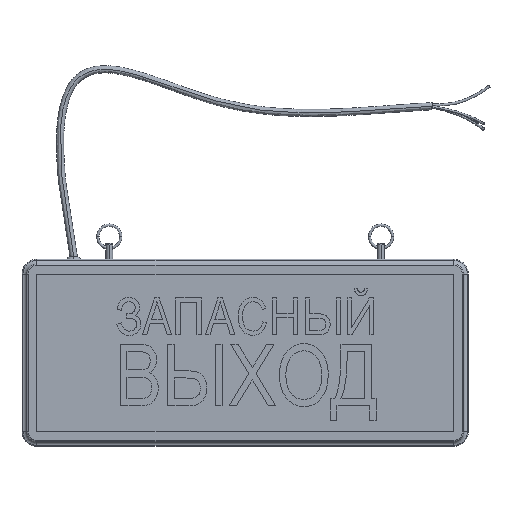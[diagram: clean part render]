
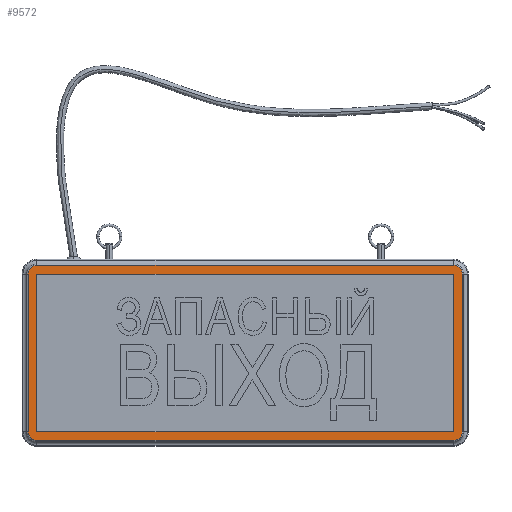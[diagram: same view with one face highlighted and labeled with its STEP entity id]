
A CAD part, top view. The second image highlights one B-rep face of the part: STEP entity #9572.
In plain terms, the highlighted planar face has unit normal (0, 0, 1).
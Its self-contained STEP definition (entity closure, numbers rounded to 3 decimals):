
#23 = ORIENTED_EDGE ( 'NONE', *, *, #6016, .T. ) ;
#43 = CARTESIAN_POINT ( 'NONE',  ( 12., 140., 11.5 ) ) ;
#485 = CARTESIAN_POINT ( 'NONE',  ( 351., 4.899, 11.5 ) ) ;
#572 = VERTEX_POINT ( 'NONE', #8010 ) ;
#680 = CARTESIAN_POINT ( 'NONE',  ( 12., 12., 11.5 ) ) ;
#821 = AXIS2_PLACEMENT_3D ( 'NONE', #4691, #12338, #5769 ) ;
#932 = VECTOR ( 'NONE', #7266, 1000. ) ;
#946 = FACE_OUTER_BOUND ( 'NONE', #7738, .T. ) ;
#973 = CARTESIAN_POINT ( 'NONE',  ( 358.101, 12., 11.5 ) ) ;
#1149 = EDGE_CURVE ( 'NONE', #10112, #2414, #9567, .T. ) ;
#1387 = EDGE_CURVE ( 'NONE', #2809, #11157, #8146, .T. ) ;
#1399 = CIRCLE ( 'NONE', #7214, 7.101 ) ;
#1537 = LINE ( 'NONE', #2411, #6890 ) ;
#1538 = EDGE_CURVE ( 'NONE', #8230, #4143, #1399, .T. ) ;
#1563 = VECTOR ( 'NONE', #6456, 1000. ) ;
#1580 = ORIENTED_EDGE ( 'NONE', *, *, #10341, .T. ) ;
#1934 = LINE ( 'NONE', #43, #1563 ) ;
#2013 = CARTESIAN_POINT ( 'NONE',  ( 358.101, 0., 11.5 ) ) ;
#2055 = AXIS2_PLACEMENT_3D ( 'NONE', #10449, #3912, #11538 ) ;
#2098 = CARTESIAN_POINT ( 'NONE',  ( 351., 140., 11.5 ) ) ;
#2239 = DIRECTION ( 'NONE',  ( 1., 0., 0. ) ) ;
#2348 = ORIENTED_EDGE ( 'NONE', *, *, #1387, .F. ) ;
#2411 = CARTESIAN_POINT ( 'NONE',  ( 4.899, 0., 11.5 ) ) ;
#2414 = VERTEX_POINT ( 'NONE', #9696 ) ;
#2517 = DIRECTION ( 'NONE',  ( -1., 0., 0. ) ) ;
#2809 = VERTEX_POINT ( 'NONE', #680 ) ;
#3213 = DIRECTION ( 'NONE',  ( -1., 0., 0. ) ) ;
#3316 = CIRCLE ( 'NONE', #821, 7.101 ) ;
#3509 = VERTEX_POINT ( 'NONE', #8944 ) ;
#3512 = DIRECTION ( 'NONE',  ( 0., -1., 0. ) ) ;
#3623 = CIRCLE ( 'NONE', #2055, 7.101 ) ;
#3644 = LINE ( 'NONE', #3760, #6461 ) ;
#3645 = CARTESIAN_POINT ( 'NONE',  ( 12., 140., 11.5 ) ) ;
#3663 = CARTESIAN_POINT ( 'NONE',  ( 4.899, 12., 11.5 ) ) ;
#3760 = CARTESIAN_POINT ( 'NONE',  ( 12., 147.101, 11.5 ) ) ;
#3792 = LINE ( 'NONE', #11689, #932 ) ;
#3912 = DIRECTION ( 'NONE',  ( 0., 0., 1. ) ) ;
#4091 = EDGE_CURVE ( 'NONE', #4143, #572, #11929, .T. ) ;
#4143 = VERTEX_POINT ( 'NONE', #973 ) ;
#4272 = ORIENTED_EDGE ( 'NONE', *, *, #13289, .T. ) ;
#4691 = CARTESIAN_POINT ( 'NONE',  ( 12., 12., 11.5 ) ) ;
#5058 = EDGE_CURVE ( 'NONE', #572, #8708, #10904, .T. ) ;
#5525 = AXIS2_PLACEMENT_3D ( 'NONE', #2098, #9681, #3213 ) ;
#5769 = DIRECTION ( 'NONE',  ( -1., 0., 0. ) ) ;
#5886 = CARTESIAN_POINT ( 'NONE',  ( 12., 147.101, 11.5 ) ) ;
#6016 = EDGE_CURVE ( 'NONE', #10655, #8230, #11045, .T. ) ;
#6188 = CARTESIAN_POINT ( 'NONE',  ( 351., 12., 11.5 ) ) ;
#6403 = VECTOR ( 'NONE', #9594, 1000. ) ;
#6456 = DIRECTION ( 'NONE',  ( 0., -1., 0. ) ) ;
#6461 = VECTOR ( 'NONE', #12446, 1000. ) ;
#6601 = VECTOR ( 'NONE', #2239, 1000. ) ;
#6780 = DIRECTION ( 'NONE',  ( 1., 0., 0. ) ) ;
#6802 = CARTESIAN_POINT ( 'NONE',  ( 0., 4.899, 11.5 ) ) ;
#6890 = VECTOR ( 'NONE', #3512, 1000. ) ;
#6944 = FACE_BOUND ( 'NONE', #9625, .T. ) ;
#7059 = ORIENTED_EDGE ( 'NONE', *, *, #9252, .T. ) ;
#7136 = VERTEX_POINT ( 'NONE', #5886 ) ;
#7214 = AXIS2_PLACEMENT_3D ( 'NONE', #6188, #13879, #7268 ) ;
#7266 = DIRECTION ( 'NONE',  ( 0., -1., 0. ) ) ;
#7268 = DIRECTION ( 'NONE',  ( -1., 0., 0. ) ) ;
#7498 = CARTESIAN_POINT ( 'NONE',  ( 12., 4.899, 11.5 ) ) ;
#7733 = VECTOR ( 'NONE', #7790, 1000. ) ;
#7738 = EDGE_LOOP ( 'NONE', ( #7059, #8075, #4272, #13125, #23, #9569, #7789, #8984 ) ) ;
#7789 = ORIENTED_EDGE ( 'NONE', *, *, #4091, .T. ) ;
#7790 = DIRECTION ( 'NONE',  ( 1., 0., 0. ) ) ;
#7880 = CARTESIAN_POINT ( 'NONE',  ( 0., 0., 11.5 ) ) ;
#8010 = CARTESIAN_POINT ( 'NONE',  ( 358.101, 140., 11.5 ) ) ;
#8053 = CARTESIAN_POINT ( 'NONE',  ( 12., 12., 11.5 ) ) ;
#8075 = ORIENTED_EDGE ( 'NONE', *, *, #11684, .T. ) ;
#8146 = LINE ( 'NONE', #8053, #11446 ) ;
#8230 = VERTEX_POINT ( 'NONE', #485 ) ;
#8708 = VERTEX_POINT ( 'NONE', #11204 ) ;
#8944 = CARTESIAN_POINT ( 'NONE',  ( 4.899, 140., 11.5 ) ) ;
#8976 = DIRECTION ( 'NONE',  ( 0., 0., -1. ) ) ;
#8984 = ORIENTED_EDGE ( 'NONE', *, *, #5058, .T. ) ;
#9229 = ORIENTED_EDGE ( 'NONE', *, *, #1149, .T. ) ;
#9252 = EDGE_CURVE ( 'NONE', #8708, #7136, #3644, .T. ) ;
#9567 = LINE ( 'NONE', #9970, #6601 ) ;
#9569 = ORIENTED_EDGE ( 'NONE', *, *, #1538, .T. ) ;
#9572 = ADVANCED_FACE ( 'NONE', ( #946, #6944 ), #10072, .F. ) ;
#9594 = DIRECTION ( 'NONE',  ( 0., 1., 0. ) ) ;
#9625 = EDGE_LOOP ( 'NONE', ( #2348, #13294, #9229, #1580 ) ) ;
#9633 = VERTEX_POINT ( 'NONE', #3663 ) ;
#9681 = DIRECTION ( 'NONE',  ( 0., 0., 1. ) ) ;
#9696 = CARTESIAN_POINT ( 'NONE',  ( 351., 140., 11.5 ) ) ;
#9898 = AXIS2_PLACEMENT_3D ( 'NONE', #7880, #8976, #2517 ) ;
#9970 = CARTESIAN_POINT ( 'NONE',  ( 12., 140., 11.5 ) ) ;
#10072 = PLANE ( 'NONE',  #9898 ) ;
#10112 = VERTEX_POINT ( 'NONE', #3645 ) ;
#10341 = EDGE_CURVE ( 'NONE', #2414, #11157, #3792, .T. ) ;
#10449 = CARTESIAN_POINT ( 'NONE',  ( 12., 140., 11.5 ) ) ;
#10655 = VERTEX_POINT ( 'NONE', #7498 ) ;
#10904 = CIRCLE ( 'NONE', #5525, 7.101 ) ;
#11045 = LINE ( 'NONE', #6802, #7733 ) ;
#11157 = VERTEX_POINT ( 'NONE', #13347 ) ;
#11195 = EDGE_CURVE ( 'NONE', #9633, #10655, #3316, .T. ) ;
#11204 = CARTESIAN_POINT ( 'NONE',  ( 351., 147.101, 11.5 ) ) ;
#11446 = VECTOR ( 'NONE', #6780, 1000. ) ;
#11538 = DIRECTION ( 'NONE',  ( -1., 0., 0. ) ) ;
#11684 = EDGE_CURVE ( 'NONE', #7136, #3509, #3623, .T. ) ;
#11689 = CARTESIAN_POINT ( 'NONE',  ( 351., 140., 11.5 ) ) ;
#11831 = EDGE_CURVE ( 'NONE', #10112, #2809, #1934, .T. ) ;
#11929 = LINE ( 'NONE', #2013, #6403 ) ;
#12338 = DIRECTION ( 'NONE',  ( 0., 0., 1. ) ) ;
#12446 = DIRECTION ( 'NONE',  ( -1., 0., 0. ) ) ;
#13125 = ORIENTED_EDGE ( 'NONE', *, *, #11195, .T. ) ;
#13289 = EDGE_CURVE ( 'NONE', #3509, #9633, #1537, .T. ) ;
#13294 = ORIENTED_EDGE ( 'NONE', *, *, #11831, .F. ) ;
#13347 = CARTESIAN_POINT ( 'NONE',  ( 351., 12., 11.5 ) ) ;
#13879 = DIRECTION ( 'NONE',  ( 0., 0., 1. ) ) ;
